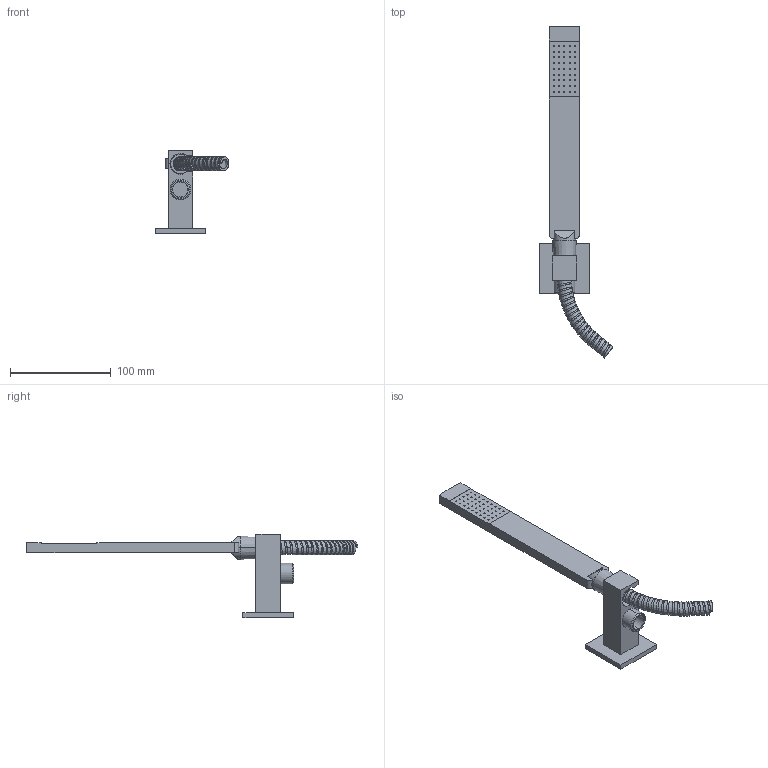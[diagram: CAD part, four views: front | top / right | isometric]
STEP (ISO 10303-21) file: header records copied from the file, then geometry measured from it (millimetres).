
FILE_DESCRIPTION((''),'2;1');
FILE_NAME('ZDUP095CR','2021-05-05T09:01:51',('ut3'),('PAFFONI SpA'),'CREO PARAMETRIC BY PTC INC, 2020044','CREO PARAMETRIC BY PTC INC, 2020044','');
FILE_SCHEMA(('CONFIG_CONTROL_DESIGN','SHAPE_APPEARANCE_LAYERS_GROUPS'));
Length unit declared in the file: millimetre
Products named in the file (1): ZDUP095CR
Bounding box: 73.09 x 329.19 x 83 mm (x, y, z)
Volume: 135552.7 mm3; surface area: 48704.5 mm2
Topology: 1 solids, 1 shells, 365 faces, 989 edges, 645 vertices
Faces by surface type: plane 271, bspline 46, cylinder 39, cone 7, torus 2
Entity records: 25605 total; most frequent: CARTESIAN_POINT 14084, ORIENTED_EDGE 1974, DIRECTION 1679, EDGE_CURVE 987, VECTOR 779, LINE 779, VERTEX_POINT 644, EDGE_LOOP 471
